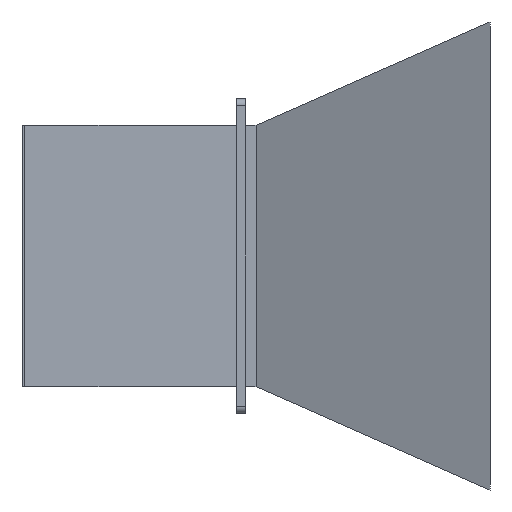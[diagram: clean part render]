
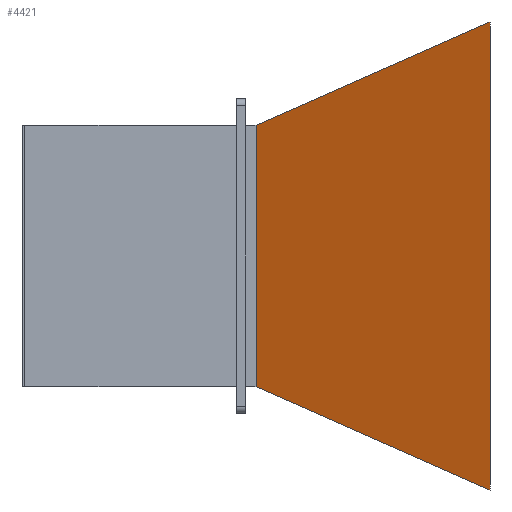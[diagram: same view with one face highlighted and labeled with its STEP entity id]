
A CAD part, front view. The second image highlights one B-rep face of the part: STEP entity #4421.
In plain terms, the highlighted planar face has unit normal (-0.393, -0.919, 0).
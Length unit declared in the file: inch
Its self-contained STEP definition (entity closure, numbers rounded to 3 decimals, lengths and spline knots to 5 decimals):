
#407 = VECTOR ( 'NONE', #6204, 39.37008 ) ;
#514 = ORIENTED_EDGE ( 'NONE', *, *, #1000, .T. ) ;
#566 = DIRECTION ( 'NONE',  ( 0., 0., -1. ) ) ;
#713 = VERTEX_POINT ( 'NONE', #3460 ) ;
#786 = VERTEX_POINT ( 'NONE', #4061 ) ;
#857 = CARTESIAN_POINT ( 'NONE',  ( 0.68043, 1.59031, 0. ) ) ;
#890 = LINE ( 'NONE', #2893, #3851 ) ;
#941 = VERTEX_POINT ( 'NONE', #6170 ) ;
#1000 = EDGE_CURVE ( 'NONE', #786, #4062, #4258, .T. ) ;
#1318 = FACE_OUTER_BOUND ( 'NONE', #4776, .T. ) ;
#1769 = LINE ( 'NONE', #3790, #2779 ) ;
#1792 = EDGE_CURVE ( 'NONE', #941, #786, #6225, .T. ) ;
#2414 = EDGE_CURVE ( 'NONE', #941, #713, #890, .T. ) ;
#2779 = VECTOR ( 'NONE', #5779, 39.37008 ) ;
#2791 = AXIS2_PLACEMENT_3D ( 'NONE', #857, #2800, #3801 ) ;
#2800 = DIRECTION ( 'NONE',  ( 0.393, 0.919, 0. ) ) ;
#2893 = CARTESIAN_POINT ( 'NONE',  ( 13.62205, -3.94685, 7.69685 ) ) ;
#2941 = ORIENTED_EDGE ( 'NONE', *, *, #2414, .F. ) ;
#2956 = DIRECTION ( 'NONE',  ( 0.852, -0.364, 0.376 ) ) ;
#3257 = PLANE ( 'NONE',  #2791 ) ;
#3460 = CARTESIAN_POINT ( 'NONE',  ( 27.40157, -9.84252, 13.77953 ) ) ;
#3661 = EDGE_CURVE ( 'NONE', #713, #4062, #1769, .T. ) ;
#3790 = CARTESIAN_POINT ( 'NONE',  ( 27.40157, -9.84252, 13.77953 ) ) ;
#3801 = DIRECTION ( 'NONE',  ( -0.919, 0.393, 0. ) ) ;
#3851 = VECTOR ( 'NONE', #2956, 39.37008 ) ;
#3923 = ORIENTED_EDGE ( 'NONE', *, *, #1792, .T. ) ;
#3994 = VECTOR ( 'NONE', #566, 39.37008 ) ;
#4061 = CARTESIAN_POINT ( 'NONE',  ( 13.62205, -3.94685, -7.69685 ) ) ;
#4062 = VERTEX_POINT ( 'NONE', #5300 ) ;
#4115 = CARTESIAN_POINT ( 'NONE',  ( 13.62205, -3.94685, 0. ) ) ;
#4258 = LINE ( 'NONE', #6308, #407 ) ;
#4421 = ADVANCED_FACE ( 'NONE', ( #1318 ), #3257, .F. ) ;
#4459 = ORIENTED_EDGE ( 'NONE', *, *, #3661, .F. ) ;
#4776 = EDGE_LOOP ( 'NONE', ( #514, #4459, #2941, #3923 ) ) ;
#5300 = CARTESIAN_POINT ( 'NONE',  ( 27.40157, -9.84252, -13.77953 ) ) ;
#5779 = DIRECTION ( 'NONE',  ( 0., 0., -1. ) ) ;
#6170 = CARTESIAN_POINT ( 'NONE',  ( 13.62205, -3.94685, 7.69685 ) ) ;
#6204 = DIRECTION ( 'NONE',  ( 0.852, -0.364, -0.376 ) ) ;
#6225 = LINE ( 'NONE', #4115, #3994 ) ;
#6308 = CARTESIAN_POINT ( 'NONE',  ( 13.62205, -3.94685, -7.69685 ) ) ;
